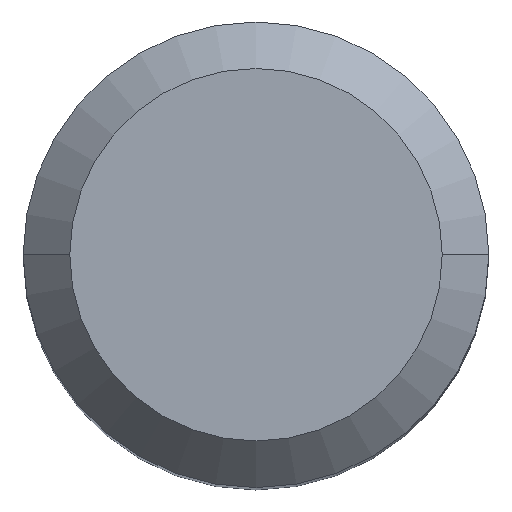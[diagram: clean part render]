
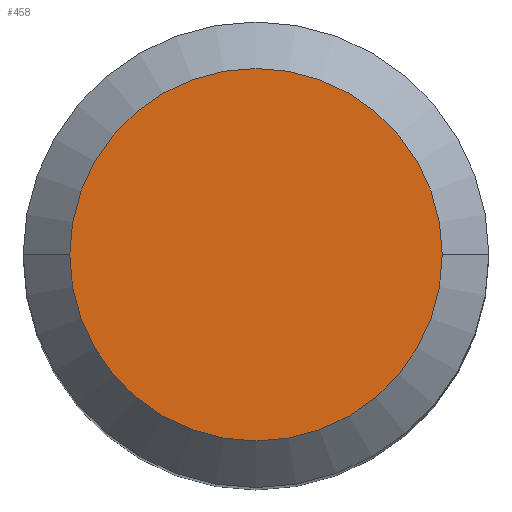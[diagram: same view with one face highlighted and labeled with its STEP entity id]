
A CAD part, top view. The second image highlights one B-rep face of the part: STEP entity #458.
In plain terms, the highlighted planar face has unit normal (0, 0, 1).
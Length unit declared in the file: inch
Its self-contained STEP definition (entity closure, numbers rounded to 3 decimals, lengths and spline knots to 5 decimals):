
#16 = EDGE_CURVE ( 'NONE', #318, #445, #433, .T. ) ;
#21 = CARTESIAN_POINT ( 'NONE',  ( -0.22048, 0., 0. ) ) ;
#31 = CARTESIAN_POINT ( 'NONE',  ( 0., 0., 0. ) ) ;
#35 = CARTESIAN_POINT ( 'NONE',  ( 0.22048, 0., 0. ) ) ;
#69 = ORIENTED_EDGE ( 'NONE', *, *, #305, .T. ) ;
#125 = CIRCLE ( 'NONE', #443, 0.22048 ) ;
#132 = EDGE_LOOP ( 'NONE', ( #436, #69 ) ) ;
#135 = AXIS2_PLACEMENT_3D ( 'NONE', #343, #349, #274 ) ;
#156 = FACE_OUTER_BOUND ( 'NONE', #132, .T. ) ;
#234 = DIRECTION ( 'NONE',  ( 1., 0., 0. ) ) ;
#271 = PLANE ( 'NONE',  #135 ) ;
#274 = DIRECTION ( 'NONE',  ( -1., 0., 0. ) ) ;
#305 = EDGE_CURVE ( 'NONE', #445, #318, #125, .T. ) ;
#318 = VERTEX_POINT ( 'NONE', #21 ) ;
#343 = CARTESIAN_POINT ( 'NONE',  ( 0., 0., 0. ) ) ;
#348 = DIRECTION ( 'NONE',  ( 0., 0., 1. ) ) ;
#349 = DIRECTION ( 'NONE',  ( 0., 0., -1. ) ) ;
#388 = CARTESIAN_POINT ( 'NONE',  ( 0., 0., 0. ) ) ;
#408 = DIRECTION ( 'NONE',  ( 0., 0., 1. ) ) ;
#419 = DIRECTION ( 'NONE',  ( 1., 0., 0. ) ) ;
#433 = CIRCLE ( 'NONE', #482, 0.22048 ) ;
#436 = ORIENTED_EDGE ( 'NONE', *, *, #16, .T. ) ;
#443 = AXIS2_PLACEMENT_3D ( 'NONE', #31, #408, #419 ) ;
#445 = VERTEX_POINT ( 'NONE', #35 ) ;
#458 = ADVANCED_FACE ( 'NONE', ( #156 ), #271, .F. ) ;
#482 = AXIS2_PLACEMENT_3D ( 'NONE', #388, #348, #234 ) ;
